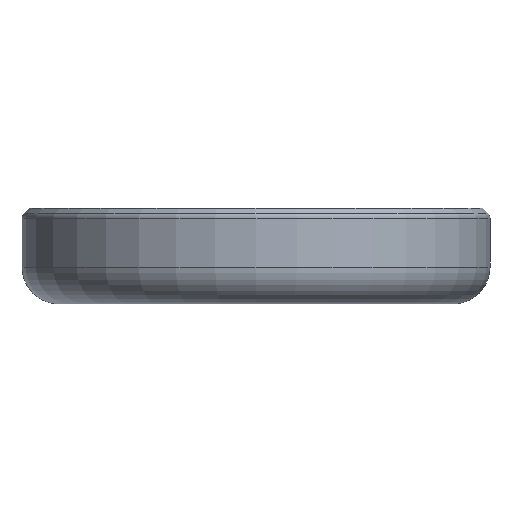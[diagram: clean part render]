
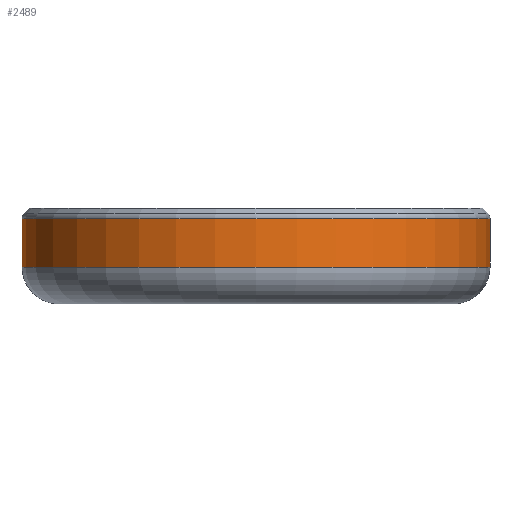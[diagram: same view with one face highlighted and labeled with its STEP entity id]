
A CAD part, front view. The second image highlights one B-rep face of the part: STEP entity #2489.
In plain terms, the highlighted cylindrical face has radius 31.75 mm (diameter 63.5 mm), a full revolution.
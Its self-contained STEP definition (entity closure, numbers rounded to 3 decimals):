
#103=CYLINDRICAL_SURFACE('',#2652,31.75);
#152=CIRCLE('',#2649,31.75);
#154=CIRCLE('',#2653,31.75);
#287=FACE_OUTER_BOUND('',#432,.T.);
#432=EDGE_LOOP('',(#1670,#1671,#1672,#1673));
#598=LINE('',#3638,#810);
#810=VECTOR('',#2932,31.75);
#1022=VERTEX_POINT('',#3629);
#1024=VERTEX_POINT('',#3637);
#1274=EDGE_CURVE('',#1022,#1022,#152,.T.);
#1277=EDGE_CURVE('',#1022,#1024,#598,.T.);
#1278=EDGE_CURVE('',#1024,#1024,#154,.T.);
#1670=ORIENTED_EDGE('',*,*,#1274,.F.);
#1671=ORIENTED_EDGE('',*,*,#1277,.T.);
#1672=ORIENTED_EDGE('',*,*,#1278,.F.);
#1673=ORIENTED_EDGE('',*,*,#1277,.F.);
#2489=ADVANCED_FACE('',(#287),#103,.T.);
#2649=AXIS2_PLACEMENT_3D('',#3631,#2923,#2924);
#2652=AXIS2_PLACEMENT_3D('',#3636,#2930,#2931);
#2653=AXIS2_PLACEMENT_3D('',#3639,#2933,#2934);
#2923=DIRECTION('center_axis',(0.,0.,1.));
#2924=DIRECTION('ref_axis',(1.,0.,0.));
#2930=DIRECTION('center_axis',(0.,0.,1.));
#2931=DIRECTION('ref_axis',(1.,0.,0.));
#2932=DIRECTION('',(0.,0.,-1.));
#2933=DIRECTION('center_axis',(0.,0.,-1.));
#2934=DIRECTION('ref_axis',(1.,0.,0.));
#3629=CARTESIAN_POINT('',(-31.75,0.,11.586));
#3631=CARTESIAN_POINT('Origin',(0.,0.,11.586));
#3636=CARTESIAN_POINT('Origin',(0.,0.,0.));
#3637=CARTESIAN_POINT('',(-31.75,0.,5.));
#3638=CARTESIAN_POINT('',(-31.75,0.,0.));
#3639=CARTESIAN_POINT('Origin',(0.,0.,5.));
